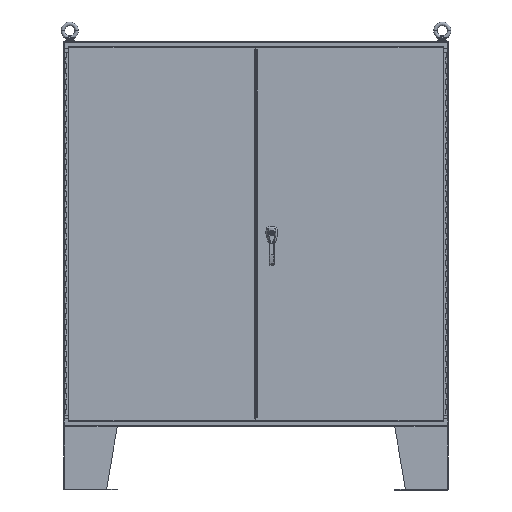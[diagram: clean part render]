
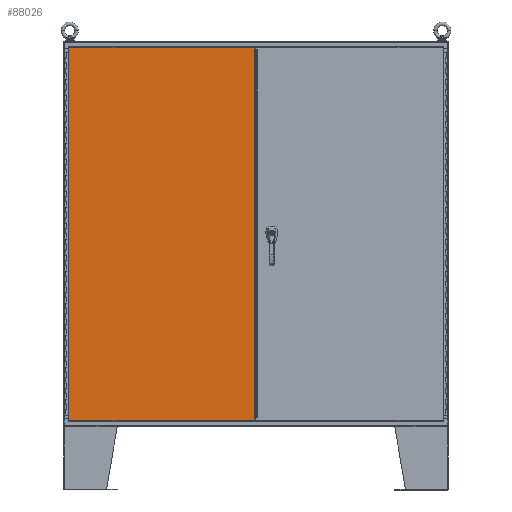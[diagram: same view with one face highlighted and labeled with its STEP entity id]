
A CAD part, front view. The second image highlights one B-rep face of the part: STEP entity #88026.
In plain terms, the highlighted planar face has unit normal (0, -1, 0).
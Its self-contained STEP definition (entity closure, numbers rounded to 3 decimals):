
#785 = AXIS2_PLACEMENT_3D ( 'NONE', #102916, #70454, #28869 ) ;
#1956 = CARTESIAN_POINT ( 'NONE',  ( -0.268, -17.723, 34.608 ) ) ;
#5086 = VERTEX_POINT ( 'NONE', #63871 ) ;
#6414 = CARTESIAN_POINT ( 'NONE',  ( -35.107, -17.723, -34.982 ) ) ;
#6708 = CARTESIAN_POINT ( 'NONE',  ( -35.107, -17.723, 34.982 ) ) ;
#11357 = EDGE_CURVE ( 'NONE', #56071, #17677, #75971, .T. ) ;
#11981 = VERTEX_POINT ( 'NONE', #66414 ) ;
#12674 = CARTESIAN_POINT ( 'NONE',  ( -0.268, -17.723, 34.982 ) ) ;
#17677 = VERTEX_POINT ( 'NONE', #59606 ) ;
#18623 = EDGE_CURVE ( 'NONE', #5086, #37150, #80747, .T. ) ;
#21862 = DIRECTION ( 'NONE',  ( 0., 0., -1. ) ) ;
#22566 = ORIENTED_EDGE ( 'NONE', *, *, #33106, .F. ) ;
#23709 = LINE ( 'NONE', #6414, #37364 ) ;
#28869 = DIRECTION ( 'NONE',  ( 0., 0., 1. ) ) ;
#33106 = EDGE_CURVE ( 'NONE', #17677, #11981, #36988, .T. ) ;
#34910 = CARTESIAN_POINT ( 'NONE',  ( -0.268, -17.723, 34.982 ) ) ;
#36091 = ORIENTED_EDGE ( 'NONE', *, *, #11357, .F. ) ;
#36988 = LINE ( 'NONE', #12674, #76523 ) ;
#37150 = VERTEX_POINT ( 'NONE', #103393 ) ;
#37364 = VECTOR ( 'NONE', #39383, 39.37 ) ;
#37496 = CARTESIAN_POINT ( 'NONE',  ( -35.107, -17.723, -34.982 ) ) ;
#39383 = DIRECTION ( 'NONE',  ( -1., 0., 0. ) ) ;
#43977 = PLANE ( 'NONE',  #785 ) ;
#46612 = EDGE_LOOP ( 'NONE', ( #22566, #36091, #59774, #56509, #50645, #93685 ) ) ;
#49987 = LINE ( 'NONE', #84523, #73318 ) ;
#50513 = FACE_OUTER_BOUND ( 'NONE', #46612, .T. ) ;
#50645 = ORIENTED_EDGE ( 'NONE', *, *, #87990, .F. ) ;
#55119 = CARTESIAN_POINT ( 'NONE',  ( -0.268, -17.723, 34.982 ) ) ;
#56071 = VERTEX_POINT ( 'NONE', #1956 ) ;
#56509 = ORIENTED_EDGE ( 'NONE', *, *, #18623, .F. ) ;
#57550 = VECTOR ( 'NONE', #62452, 39.37 ) ;
#59606 = CARTESIAN_POINT ( 'NONE',  ( -0.268, -17.723, -34.608 ) ) ;
#59774 = ORIENTED_EDGE ( 'NONE', *, *, #69662, .F. ) ;
#62452 = DIRECTION ( 'NONE',  ( 0., 0., -1. ) ) ;
#63313 = VECTOR ( 'NONE', #88080, 39.37 ) ;
#63871 = CARTESIAN_POINT ( 'NONE',  ( -35.107, -17.723, 34.982 ) ) ;
#66414 = CARTESIAN_POINT ( 'NONE',  ( -0.268, -17.723, -34.982 ) ) ;
#69662 = EDGE_CURVE ( 'NONE', #37150, #56071, #101788, .T. ) ;
#70454 = DIRECTION ( 'NONE',  ( 0., 1., 0. ) ) ;
#73318 = VECTOR ( 'NONE', #83987, 39.37 ) ;
#75971 = LINE ( 'NONE', #34910, #57550 ) ;
#76523 = VECTOR ( 'NONE', #21862, 39.37 ) ;
#80747 = LINE ( 'NONE', #6708, #101699 ) ;
#81805 = DIRECTION ( 'NONE',  ( 1., 0., 0. ) ) ;
#83987 = DIRECTION ( 'NONE',  ( 0., 0., 1. ) ) ;
#84523 = CARTESIAN_POINT ( 'NONE',  ( -35.107, -17.723, 34.982 ) ) ;
#87990 = EDGE_CURVE ( 'NONE', #105721, #5086, #49987, .T. ) ;
#88026 = ADVANCED_FACE ( 'NONE', ( #50513 ), #43977, .F. ) ;
#88080 = DIRECTION ( 'NONE',  ( 0., 0., -1. ) ) ;
#89975 = EDGE_CURVE ( 'NONE', #11981, #105721, #23709, .T. ) ;
#93685 = ORIENTED_EDGE ( 'NONE', *, *, #89975, .F. ) ;
#101699 = VECTOR ( 'NONE', #81805, 39.37 ) ;
#101788 = LINE ( 'NONE', #55119, #63313 ) ;
#102916 = CARTESIAN_POINT ( 'NONE',  ( -35.107, -17.723, 34.982 ) ) ;
#103393 = CARTESIAN_POINT ( 'NONE',  ( -0.268, -17.723, 34.982 ) ) ;
#105721 = VERTEX_POINT ( 'NONE', #37496 ) ;
